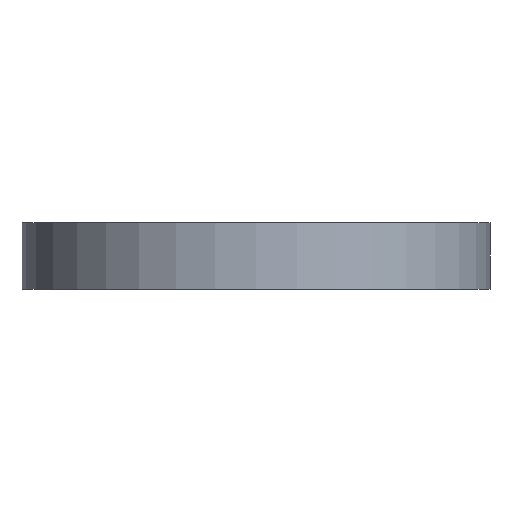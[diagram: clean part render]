
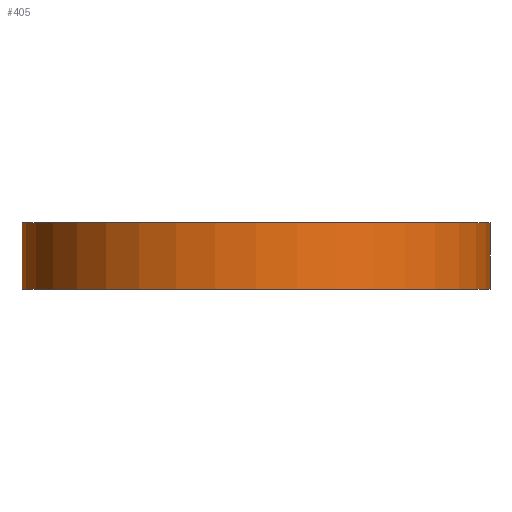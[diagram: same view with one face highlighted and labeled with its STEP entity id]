
A CAD part, front view. The second image highlights one B-rep face of the part: STEP entity #405.
In plain terms, the highlighted cylindrical face has radius 22.5 mm (diameter 45 mm), a full revolution.
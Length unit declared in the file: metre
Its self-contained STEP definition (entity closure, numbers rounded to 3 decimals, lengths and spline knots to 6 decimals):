
#45=CYLINDRICAL_SURFACE('',#583,0.0225);
#122=ORIENTED_EDGE('',*,*,#164,.F.);
#123=ORIENTED_EDGE('',*,*,#165,.T.);
#164=EDGE_CURVE('',#294,#294,#192,.T.);
#165=EDGE_CURVE('',#295,#295,#193,.T.);
#192=CIRCLE('',#584,0.0225);
#193=CIRCLE('',#585,0.0225);
#246=EDGE_LOOP('',(#122));
#247=EDGE_LOOP('',(#123));
#294=VERTEX_POINT('',#903);
#295=VERTEX_POINT('',#905);
#360=FACE_BOUND('',#246,.T.);
#361=FACE_BOUND('',#247,.T.);
#405=ADVANCED_FACE('',(#360,#361),#45,.T.);
#583=AXIS2_PLACEMENT_3D('',#901,#716,#717);
#584=AXIS2_PLACEMENT_3D('',#902,#718,#719);
#585=AXIS2_PLACEMENT_3D('',#904,#720,#721);
#716=DIRECTION('',(0.,0.,-1.));
#717=DIRECTION('',(-1.,0.,0.));
#718=DIRECTION('',(0.,0.,1.));
#719=DIRECTION('',(1.,0.,0.));
#720=DIRECTION('',(0.,0.,1.));
#721=DIRECTION('',(1.,0.,0.));
#901=CARTESIAN_POINT('',(0.,0.,0.00635));
#902=CARTESIAN_POINT('',(0.,0.,0.00635));
#903=CARTESIAN_POINT('',(0.0225,0.,0.00635));
#904=CARTESIAN_POINT('',(0.,0.,0.));
#905=CARTESIAN_POINT('',(0.0225,0.,0.));
